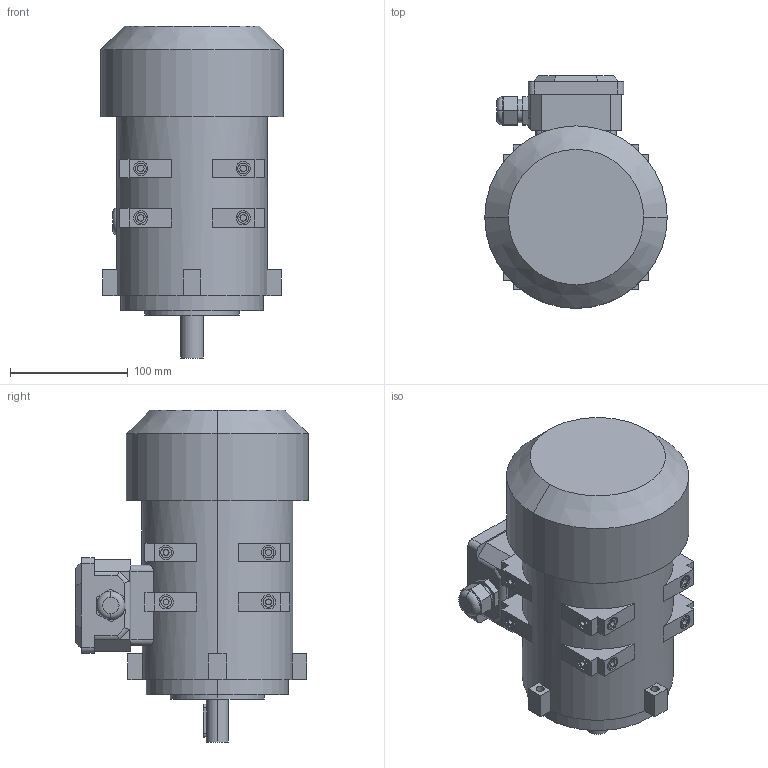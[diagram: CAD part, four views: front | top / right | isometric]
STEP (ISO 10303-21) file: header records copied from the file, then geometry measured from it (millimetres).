
FILE_DESCRIPTION (( 'STEP AP203' ), '1' );
FILE_NAME ('MS80A6_B14.STEP', '2019-07-26T10:32:37', ( '' ), ( '' ), 'SwSTEP 2.0', 'SolidWorks 2018', '' );
FILE_SCHEMA (( 'CONFIG_CONTROL_DESIGN' ));
Length unit declared in the file: millimetre
Products named in the file (1): MS80A6_B14
Bounding box: 155 x 198 x 282 mm (x, y, z)
Volume: 3909217.2 mm3; surface area: 183133.8 mm2
Topology: 1 solids, 1 shells, 278 faces, 655 edges, 432 vertices
Faces by surface type: plane 161, cylinder 113, torus 2, cone 2
Entity records: 8232 total; most frequent: CARTESIAN_POINT 1504, DIRECTION 1447, ORIENTED_EDGE 1310, EDGE_CURVE 655, AXIS2_PLACEMENT_3D 527, VERTEX_POINT 432, VECTOR 393, LINE 393
